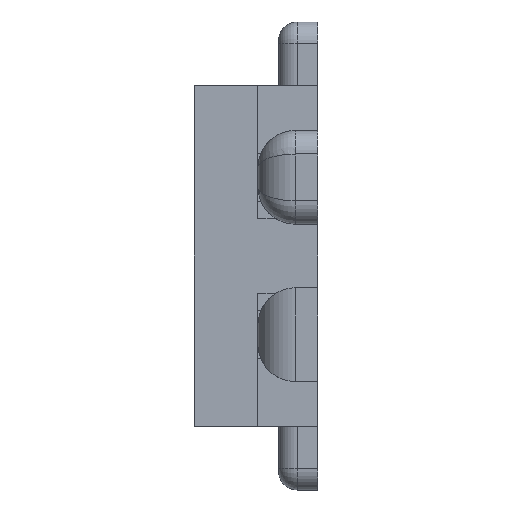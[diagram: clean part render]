
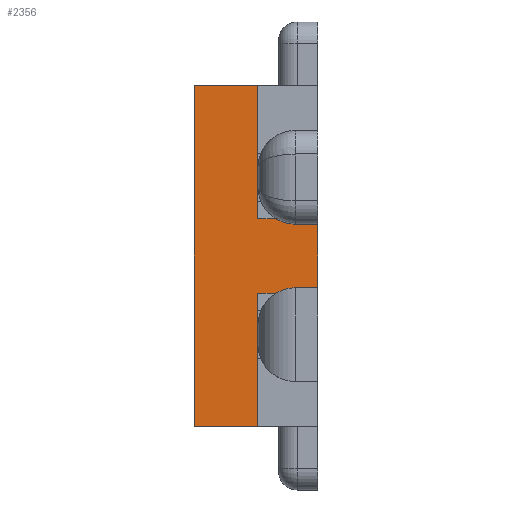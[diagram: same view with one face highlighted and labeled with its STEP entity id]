
A CAD part, left-side view. The second image highlights one B-rep face of the part: STEP entity #2356.
In plain terms, the highlighted planar face has unit normal (-1, 0, 0).
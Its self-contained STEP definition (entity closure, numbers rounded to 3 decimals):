
#2356=ADVANCED_FACE('',(#17205),#17207,.F.);
#17205=FACE_BOUND('',#17206,.T.);
#17206=EDGE_LOOP('',(#30995,#30996,#30997,#30998,#30999,#31000,#31001,#31002));
#17207=PLANE('',#17208);
#17208=AXIS2_PLACEMENT_3D('',#17209,#17210,#17211);
#17209=CARTESIAN_POINT('',(-5.95,3.2,0.));
#17210=DIRECTION('',(1.,0.,0.));
#17211=DIRECTION('',(0.,0.,-1.));
#30995=ORIENTED_EDGE('',*,*,#40276,.T.);
#30996=ORIENTED_EDGE('',*,*,#40277,.T.);
#30997=ORIENTED_EDGE('',*,*,#40278,.T.);
#30998=ORIENTED_EDGE('',*,*,#40279,.F.);
#30999=ORIENTED_EDGE('',*,*,#40280,.T.);
#31000=ORIENTED_EDGE('',*,*,#40281,.F.);
#31001=ORIENTED_EDGE('',*,*,#40259,.F.);
#31002=ORIENTED_EDGE('',*,*,#40282,.T.);
#40259=EDGE_CURVE('',#45659,#45660,#45661,.T.);
#40276=EDGE_CURVE('',#45693,#45694,#45695,.T.);
#40277=EDGE_CURVE('',#45694,#45696,#45697,.T.);
#40278=EDGE_CURVE('',#45696,#45698,#45699,.T.);
#40279=EDGE_CURVE('',#45700,#45698,#45701,.T.);
#40280=EDGE_CURVE('',#45700,#45702,#45703,.T.);
#40281=EDGE_CURVE('',#45660,#45702,#45704,.T.);
#40282=EDGE_CURVE('',#45659,#45693,#45705,.T.);
#45659=VERTEX_POINT('',#55229);
#45660=VERTEX_POINT('',#55230);
#45661=LINE('',#55231,#55232);
#45693=VERTEX_POINT('',#55298);
#45694=VERTEX_POINT('',#55299);
#45695=LINE('',#55300,#55301);
#45696=VERTEX_POINT('',#55303);
#45697=LINE('',#55304,#55305);
#45698=VERTEX_POINT('',#55307);
#45699=LINE('',#55308,#55309);
#45700=VERTEX_POINT('',#55311);
#45701=LINE('',#55312,#55313);
#45702=VERTEX_POINT('',#55315);
#45703=LINE('',#55316,#55317);
#45704=LINE('',#55319,#55320);
#45705=LINE('',#55322,#55323);
#55229=CARTESIAN_POINT('',(-5.95,3.2,-4.55));
#55230=CARTESIAN_POINT('',(-5.95,3.2,4.55));
#55231=CARTESIAN_POINT('',(-5.95,3.2,-4.55));
#55232=VECTOR('',#55233,1.);
#55233=DIRECTION('',(0.,0.,1.));
#55298=CARTESIAN_POINT('',(-5.95,1.5,-4.55));
#55299=CARTESIAN_POINT('',(-5.95,1.5,-1.));
#55300=CARTESIAN_POINT('',(-5.95,1.5,-4.55));
#55301=VECTOR('',#55302,1.);
#55302=DIRECTION('',(0.,0.,1.));
#55303=CARTESIAN_POINT('',(-5.95,-0.1,-1.));
#55304=CARTESIAN_POINT('',(-5.95,1.5,-1.));
#55305=VECTOR('',#55306,1.);
#55306=DIRECTION('',(0.,-1.,0.));
#55307=CARTESIAN_POINT('',(-5.95,-0.1,1.));
#55308=CARTESIAN_POINT('',(-5.95,-0.1,-1.));
#55309=VECTOR('',#55310,1.);
#55310=DIRECTION('',(0.,0.,1.));
#55311=CARTESIAN_POINT('',(-5.95,1.5,1.));
#55312=CARTESIAN_POINT('',(-5.95,1.5,1.));
#55313=VECTOR('',#55314,1.);
#55314=DIRECTION('',(0.,-1.,0.));
#55315=CARTESIAN_POINT('',(-5.95,1.5,4.55));
#55316=CARTESIAN_POINT('',(-5.95,1.5,1.));
#55317=VECTOR('',#55318,1.);
#55318=DIRECTION('',(0.,0.,1.));
#55319=CARTESIAN_POINT('',(-5.95,3.2,4.55));
#55320=VECTOR('',#55321,1.);
#55321=DIRECTION('',(0.,-1.,0.));
#55322=CARTESIAN_POINT('',(-5.95,3.2,-4.55));
#55323=VECTOR('',#55324,1.);
#55324=DIRECTION('',(0.,-1.,0.));
